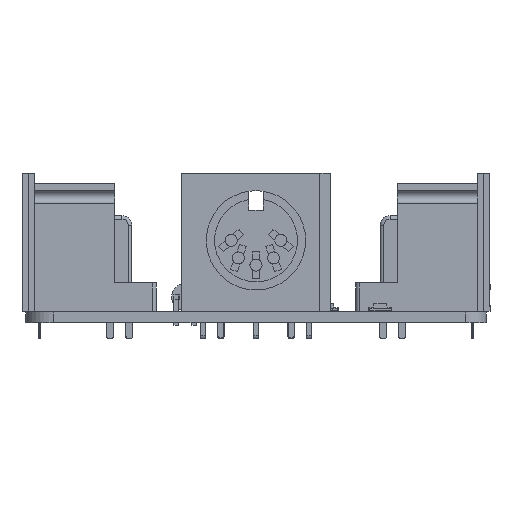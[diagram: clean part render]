
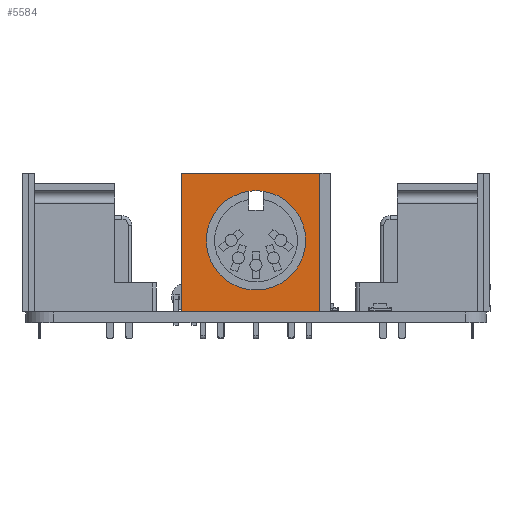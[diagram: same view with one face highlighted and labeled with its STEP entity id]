
A CAD part, front view. The second image highlights one B-rep face of the part: STEP entity #5584.
In plain terms, the highlighted planar face has unit normal (0, -1, 0).
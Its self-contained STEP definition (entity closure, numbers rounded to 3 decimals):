
#4344 = VERTEX_POINT('',#4345);
#4345 = CARTESIAN_POINT('',(-10.5,0.,-10.));
#4351 = EDGE_CURVE('',#4352,#4344,#4354,.T.);
#4352 = VERTEX_POINT('',#4353);
#4353 = CARTESIAN_POINT('',(9.,0.,-10.));
#4354 = LINE('',#4355,#4356);
#4355 = CARTESIAN_POINT('',(10.5,0.,-10.));
#4356 = VECTOR('',#4357,1.);
#4357 = DIRECTION('',(-1.,0.,0.));
#4397 = EDGE_CURVE('',#4398,#4400,#4402,.T.);
#4398 = VERTEX_POINT('',#4399);
#4399 = CARTESIAN_POINT('',(-10.5,0.,9.5));
#4400 = VERTEX_POINT('',#4401);
#4401 = CARTESIAN_POINT('',(9.,0.,9.5));
#4402 = LINE('',#4403,#4404);
#4403 = CARTESIAN_POINT('',(-10.5,0.,9.5));
#4404 = VECTOR('',#4405,1.);
#4405 = DIRECTION('',(1.,0.,0.));
#4463 = EDGE_CURVE('',#4464,#4466,#4468,.T.);
#4464 = VERTEX_POINT('',#4465);
#4465 = CARTESIAN_POINT('',(1.,0.,6.928));
#4466 = VERTEX_POINT('',#4467);
#4467 = CARTESIAN_POINT('',(-1.,0.,6.928));
#4468 = CIRCLE('',#4469,7.);
#4469 = AXIS2_PLACEMENT_3D('',#4470,#4471,#4472);
#4470 = CARTESIAN_POINT('',(0.,0.,0.));
#4471 = DIRECTION('',(0.,-1.,0.));
#4472 = DIRECTION('',(1.,0.,0.));
#4497 = VERTEX_POINT('',#4498);
#4498 = CARTESIAN_POINT('',(7.,0.,0.));
#4504 = EDGE_CURVE('',#4466,#4497,#4505,.T.);
#4505 = CIRCLE('',#4506,7.);
#4506 = AXIS2_PLACEMENT_3D('',#4507,#4508,#4509);
#4507 = CARTESIAN_POINT('',(0.,0.,0.));
#4508 = DIRECTION('',(0.,-1.,0.));
#4509 = DIRECTION('',(1.,0.,0.));
#4521 = EDGE_CURVE('',#4497,#4464,#4522,.T.);
#4522 = CIRCLE('',#4523,7.);
#4523 = AXIS2_PLACEMENT_3D('',#4524,#4525,#4526);
#4524 = CARTESIAN_POINT('',(0.,0.,0.));
#4525 = DIRECTION('',(0.,-1.,0.));
#4526 = DIRECTION('',(1.,0.,0.));
#5571 = EDGE_CURVE('',#4352,#4400,#5572,.T.);
#5572 = LINE('',#5573,#5574);
#5573 = CARTESIAN_POINT('',(9.,0.,-10.));
#5574 = VECTOR('',#5575,1.);
#5575 = DIRECTION('',(0.,0.,1.));
#5584 = ADVANCED_FACE('',(#5585,#5596),#5601,.F.);
#5585 = FACE_BOUND('',#5586,.F.);
#5586 = EDGE_LOOP('',(#5587,#5593,#5594,#5595));
#5587 = ORIENTED_EDGE('',*,*,#5588,.T.);
#5588 = EDGE_CURVE('',#4344,#4398,#5589,.T.);
#5589 = LINE('',#5590,#5591);
#5590 = CARTESIAN_POINT('',(-10.5,0.,-10.));
#5591 = VECTOR('',#5592,1.);
#5592 = DIRECTION('',(0.,0.,1.));
#5593 = ORIENTED_EDGE('',*,*,#4397,.T.);
#5594 = ORIENTED_EDGE('',*,*,#5571,.F.);
#5595 = ORIENTED_EDGE('',*,*,#4351,.T.);
#5596 = FACE_BOUND('',#5597,.F.);
#5597 = EDGE_LOOP('',(#5598,#5599,#5600));
#5598 = ORIENTED_EDGE('',*,*,#4521,.T.);
#5599 = ORIENTED_EDGE('',*,*,#4463,.T.);
#5600 = ORIENTED_EDGE('',*,*,#4504,.T.);
#5601 = PLANE('',#5602);
#5602 = AXIS2_PLACEMENT_3D('',#5603,#5604,#5605);
#5603 = CARTESIAN_POINT('',(0.,0.,-0.25));
#5604 = DIRECTION('',(0.,1.,0.));
#5605 = DIRECTION('',(0.,0.,1.));
